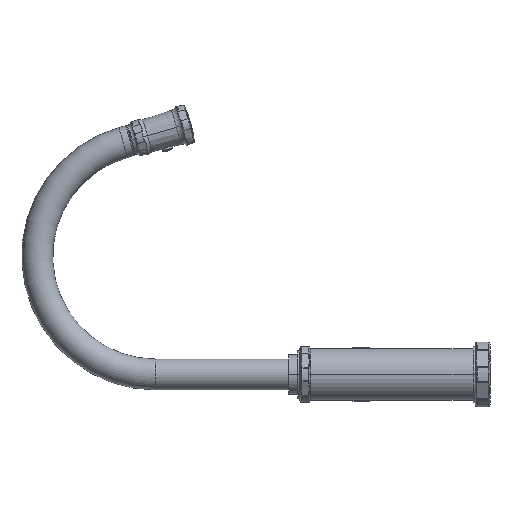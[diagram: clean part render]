
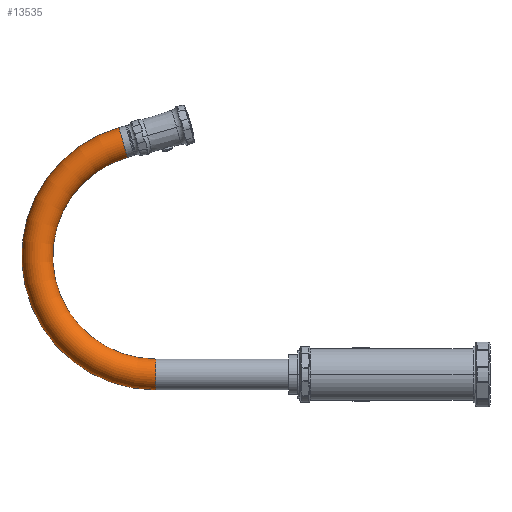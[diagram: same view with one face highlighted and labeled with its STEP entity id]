
A CAD part, left-side view. The second image highlights one B-rep face of the part: STEP entity #13535.
In plain terms, the highlighted toroidal (fillet/blend) face has major radius 110.818 mm and minor radius 14.478 mm.
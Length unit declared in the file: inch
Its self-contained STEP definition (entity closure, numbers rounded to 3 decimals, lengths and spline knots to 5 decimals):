
#1366=CARTESIAN_POINT('',(0.,12.065,4.3629));
#1367=DIRECTION('',(1.,0.,0.));
#1368=DIRECTION('',(0.,0.,-1.));
#1369=AXIS2_PLACEMENT_3D('',#1366,#1367,#1368);
#1371=CARTESIAN_POINT('',(0.,12.065,0.));
#1372=DIRECTION('',(0.,1.,0.));
#1373=DIRECTION('',(0.,0.,-1.));
#1374=AXIS2_PLACEMENT_3D('',#1371,#1372,#1373);
#1376=CARTESIAN_POINT('',(0.,12.065,4.3629));
#1377=DIRECTION('',(1.,0.,0.));
#1378=DIRECTION('',(0.,0.,-1.));
#1379=AXIS2_PLACEMENT_3D('',#1376,#1377,#1378);
#1386=CARTESIAN_POINT('',(0.,13.25774,8.5596));
#1387=DIRECTION('',(0.,-0.962,0.273));
#1388=DIRECTION('',(0.,0.273,0.962));
#1389=AXIS2_PLACEMENT_3D('',#1386,#1387,#1388);
#10497=CARTESIAN_POINT('',(0.,12.065,-0.57));
#10498=CARTESIAN_POINT('',(0.,12.065,0.57));
#10499=VERTEX_POINT('',#10497);
#10500=VERTEX_POINT('',#10498);
#10501=CARTESIAN_POINT('',(0.,13.41357,9.10788));
#10502=CARTESIAN_POINT('',(0.,13.10192,8.01131));
#10503=VERTEX_POINT('',#10501);
#10504=VERTEX_POINT('',#10502);
#13523=CARTESIAN_POINT('',(0.,12.065,4.3629));
#13524=DIRECTION('',(1.,0.,0.));
#13525=DIRECTION('',(0.,0.,1.));
#13526=AXIS2_PLACEMENT_3D('',#13523,#13524,#13525);
#13527=TOROIDAL_SURFACE('',#13526,4.3629,0.57);
#13528=ORIENTED_EDGE('',*,*,#13488,.F.);
#13529=ORIENTED_EDGE('',*,*,#13518,.T.);
#13531=ORIENTED_EDGE('',*,*,#13530,.T.);
#13532=ORIENTED_EDGE('',*,*,#13514,.F.);
#13533=EDGE_LOOP('',(#13528,#13529,#13531,#13532));
#13534=FACE_OUTER_BOUND('',#13533,.F.);
#13535=ADVANCED_FACE('',(#13534),#13527,.T.);
#1370=CIRCLE('',#1369,3.7929);
#1375=CIRCLE('',#1374,0.57);
#1380=CIRCLE('',#1379,4.9329);
#1390=CIRCLE('',#1389,0.57);
#13488=EDGE_CURVE('',#10499,#10500,#1375,.T.);
#13514=EDGE_CURVE('',#10500,#10504,#1370,.T.);
#13518=EDGE_CURVE('',#10499,#10503,#1380,.T.);
#13530=EDGE_CURVE('',#10503,#10504,#1390,.T.);
